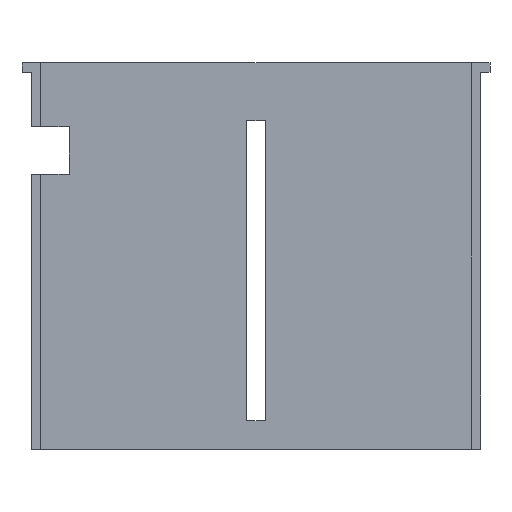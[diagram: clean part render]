
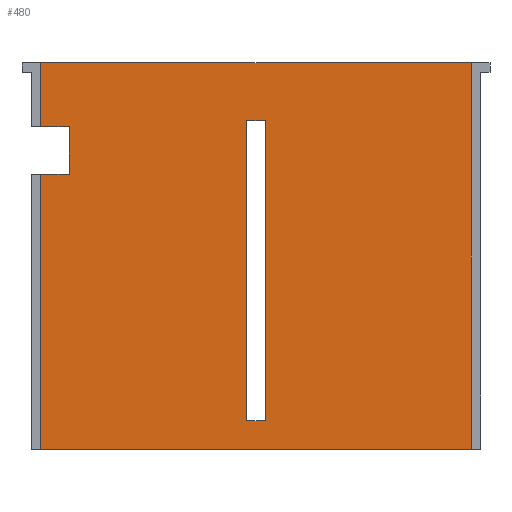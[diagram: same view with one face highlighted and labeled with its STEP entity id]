
A CAD part, front view. The second image highlights one B-rep face of the part: STEP entity #480.
In plain terms, the highlighted planar face has unit normal (0, -1, 0).
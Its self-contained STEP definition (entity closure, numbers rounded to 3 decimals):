
#15=FACE_BOUND('',#57,.T.);
#32=FACE_OUTER_BOUND('',#56,.T.);
#56=EDGE_LOOP('',(#379,#380,#381,#382,#383,#384,#385,#386));
#57=EDGE_LOOP('',(#387,#388,#389,#390));
#73=LINE('',#658,#139);
#75=LINE('',#664,#141);
#81=LINE('',#676,#147);
#84=LINE('',#682,#150);
#87=LINE('',#687,#153);
#96=LINE('',#706,#162);
#98=LINE('',#709,#164);
#107=LINE('',#728,#173);
#110=LINE('',#734,#176);
#112=LINE('',#738,#178);
#116=LINE('',#744,#182);
#117=LINE('',#746,#183);
#139=VECTOR('',#539,10.);
#141=VECTOR('',#543,10.);
#147=VECTOR('',#553,10.);
#150=VECTOR('',#558,10.);
#153=VECTOR('',#563,10.);
#162=VECTOR('',#576,10.);
#164=VECTOR('',#580,10.);
#173=VECTOR('',#593,10.);
#176=VECTOR('',#598,10.);
#178=VECTOR('',#602,10.);
#182=VECTOR('',#608,10.);
#183=VECTOR('',#611,10.);
#203=VERTEX_POINT('',#654);
#204=VERTEX_POINT('',#656);
#206=VERTEX_POINT('',#661);
#207=VERTEX_POINT('',#663);
#211=VERTEX_POINT('',#675);
#213=VERTEX_POINT('',#681);
#221=VERTEX_POINT('',#703);
#222=VERTEX_POINT('',#705);
#229=VERTEX_POINT('',#725);
#230=VERTEX_POINT('',#727);
#232=VERTEX_POINT('',#733);
#233=VERTEX_POINT('',#737);
#249=EDGE_CURVE('',#203,#204,#73,.T.);
#251=EDGE_CURVE('',#207,#206,#75,.T.);
#257=EDGE_CURVE('',#211,#203,#81,.T.);
#260=EDGE_CURVE('',#213,#211,#84,.T.);
#263=EDGE_CURVE('',#206,#213,#87,.T.);
#272=EDGE_CURVE('',#222,#221,#96,.T.);
#274=EDGE_CURVE('',#222,#204,#98,.T.);
#283=EDGE_CURVE('',#230,#229,#107,.T.);
#286=EDGE_CURVE('',#232,#230,#110,.T.);
#288=EDGE_CURVE('',#229,#233,#112,.T.);
#292=EDGE_CURVE('',#233,#232,#116,.T.);
#293=EDGE_CURVE('',#207,#221,#117,.T.);
#379=ORIENTED_EDGE('',*,*,#257,.T.);
#380=ORIENTED_EDGE('',*,*,#249,.T.);
#381=ORIENTED_EDGE('',*,*,#274,.F.);
#382=ORIENTED_EDGE('',*,*,#272,.T.);
#383=ORIENTED_EDGE('',*,*,#293,.F.);
#384=ORIENTED_EDGE('',*,*,#251,.T.);
#385=ORIENTED_EDGE('',*,*,#263,.T.);
#386=ORIENTED_EDGE('',*,*,#260,.T.);
#387=ORIENTED_EDGE('',*,*,#283,.T.);
#388=ORIENTED_EDGE('',*,*,#288,.T.);
#389=ORIENTED_EDGE('',*,*,#292,.T.);
#390=ORIENTED_EDGE('',*,*,#286,.T.);
#456=PLANE('',#518);
#480=ADVANCED_FACE('',(#32,#15),#456,.F.);
#518=AXIS2_PLACEMENT_3D('',#745,#609,#610);
#539=DIRECTION('',(0.,0.,-1.));
#543=DIRECTION('',(0.,0.,-1.));
#553=DIRECTION('',(-1.,0.,0.));
#558=DIRECTION('',(0.,0.,-1.));
#563=DIRECTION('',(1.,0.,0.));
#576=DIRECTION('',(0.,0.,1.));
#580=DIRECTION('',(-1.,0.,0.));
#593=DIRECTION('',(0.,0.,1.));
#598=DIRECTION('',(-1.,0.,0.));
#602=DIRECTION('',(1.,0.,0.));
#608=DIRECTION('',(0.,0.,-1.));
#609=DIRECTION('center_axis',(0.,1.,0.));
#610=DIRECTION('ref_axis',(0.,0.,1.));
#611=DIRECTION('',(1.,0.,0.));
#654=CARTESIAN_POINT('',(-22.84,-15.366,25.151));
#656=CARTESIAN_POINT('',(-22.84,-15.366,-4.049));
#658=CARTESIAN_POINT('',(-22.84,-15.366,-4.049));
#661=CARTESIAN_POINT('',(-22.84,-15.366,30.151));
#663=CARTESIAN_POINT('',(-22.84,-15.366,36.951));
#664=CARTESIAN_POINT('',(-22.84,-15.366,-4.049));
#675=CARTESIAN_POINT('',(-19.84,-15.366,25.151));
#676=CARTESIAN_POINT('',(-11.92,-15.366,25.151));
#681=CARTESIAN_POINT('',(-19.84,-15.366,30.151));
#682=CARTESIAN_POINT('',(-19.84,-15.366,10.551));
#687=CARTESIAN_POINT('',(-9.92,-15.366,30.151));
#703=CARTESIAN_POINT('',(22.84,-15.366,36.951));
#705=CARTESIAN_POINT('',(22.84,-15.366,-4.049));
#706=CARTESIAN_POINT('',(22.84,-15.366,-4.049));
#709=CARTESIAN_POINT('',(0.,-15.366,-4.049));
#725=CARTESIAN_POINT('',(-1.,-15.366,30.825));
#727=CARTESIAN_POINT('',(-1.,-15.366,-1.049));
#728=CARTESIAN_POINT('',(-1.,-15.366,5.419));
#733=CARTESIAN_POINT('',(1.,-15.366,-1.049));
#734=CARTESIAN_POINT('',(0.,-15.366,-1.049));
#737=CARTESIAN_POINT('',(1.,-15.366,30.825));
#738=CARTESIAN_POINT('',(0.,-15.366,30.825));
#744=CARTESIAN_POINT('',(1.,-15.366,5.419));
#745=CARTESIAN_POINT('Origin',(0.,-15.366,-4.049));
#746=CARTESIAN_POINT('',(0.,-15.366,36.951));
